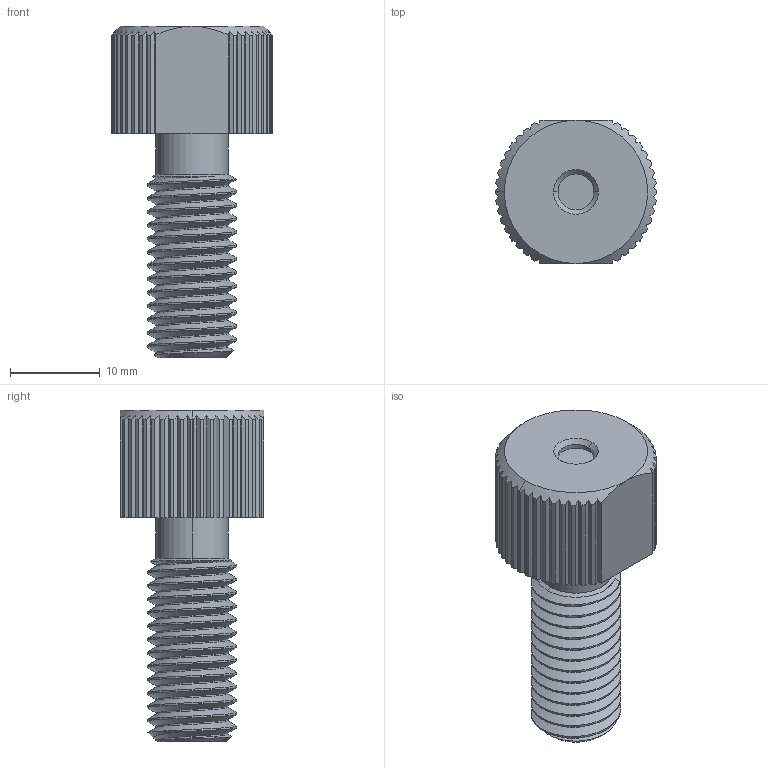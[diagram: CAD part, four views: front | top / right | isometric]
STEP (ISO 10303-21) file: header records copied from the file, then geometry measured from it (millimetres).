
FILE_DESCRIPTION (( 'STEP AP214' ), '1' );
FILE_NAME ('PENETRATOR-M-BLANK-10-25-R3.STEP', '2018-10-16T16:25:40', ( '' ), ( '' ), 'SwSTEP 2.0', 'SolidWorks 2016', '' );
FILE_SCHEMA (( 'AUTOMOTIVE_DESIGN' ));
Length unit declared in the file: millimetre
Products named in the file (1): PENETRATOR-M-BLANK-10-25-R3
Bounding box: 18 x 16 x 37 mm (x, y, z)
Volume: 4235.7 mm3; surface area: 2494.9 mm2
Topology: 1 solids, 1 shells, 195 faces, 555 edges, 367 vertices
Faces by surface type: cylinder 99, plane 81, cone 13, bspline 2
Entity records: 7975 total; most frequent: CARTESIAN_POINT 3257, ORIENTED_EDGE 1110, DIRECTION 857, EDGE_CURVE 555, VERTEX_POINT 367, AXIS2_PLACEMENT_3D 301, VECTOR 255, LINE 255
